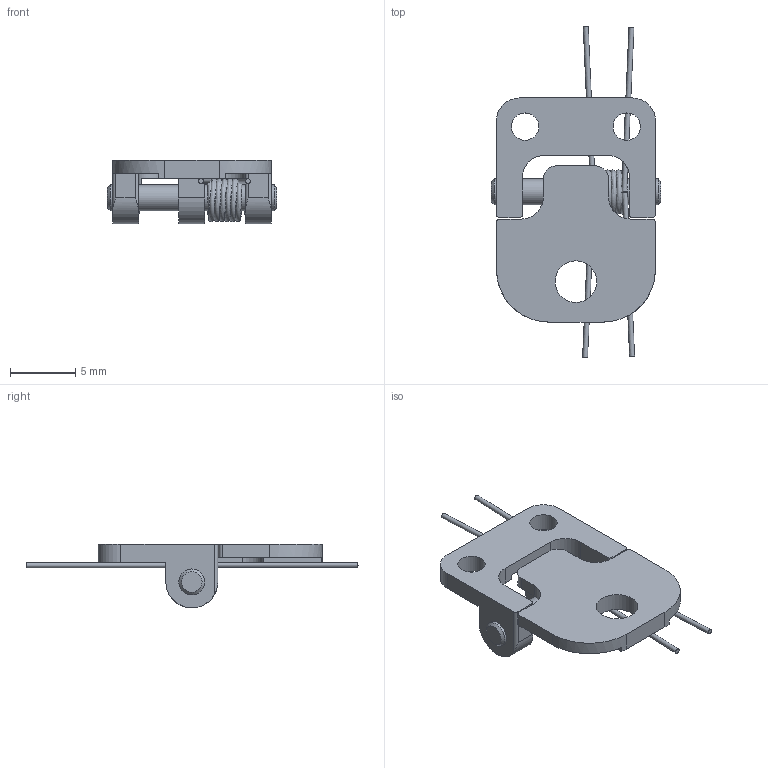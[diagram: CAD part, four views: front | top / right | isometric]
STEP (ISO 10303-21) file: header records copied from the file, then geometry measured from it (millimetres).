
FILE_DESCRIPTION(/* description */ ('','CAx-IF Rec.Pracs.---Representation and Presentation of Product Manufacturing Information (PMI)---4.0---2014-10-13'),/* implementation_level */ '2;1');
FILE_NAME(/* name */ 'V4 Hinge v19.step',/* time_stamp */ '2025-01-27T10:35:09-05:00',/* author */ (''),/* organization */ (''),/* preprocessor_version */ 'ST-DEVELOPER v20',/* originating_system */ 'Autodesk Translation Framework v13.20.0.188',/* authorisation */ '');
FILE_SCHEMA (('AP242_MANAGED_MODEL_BASED_3D_ENGINEERING_MIM_LF { 1 0 10303 442 1 1 4 }'));
Length unit declared in the file: millimetre
Products named in the file (6): V4 Hinge; Outer Hinge; Inner Hinge; 1263K113_Rotary Shaft; 9271K79_Torsion Spring; 9271K78_Torsion Spring
Assembly tree (5 placements, depth 2):
  V4 Hinge
    Outer Hinge
    Inner Hinge
    1263K113_Rotary Shaft
    9271K79_Torsion Spring
    9271K78_Torsion Spring
Bounding box: 12.99 x 25.49 x 4.89 mm (x, y, z)
Volume: 314.4 mm3; surface area: 897.5 mm2
Topology: 5 solids, 5 shells, 77 faces, 196 edges, 129 vertices
Faces by surface type: plane 39, cylinder 32, bspline 4, cone 2
Full cylindrical faces by diameter (mm): 0.381 x4, 1.984 x4, 2.1 x2, 3.2 x1
Entity records: 4869 total; most frequent: CARTESIAN_POINT 2771, DIRECTION 423, ORIENTED_EDGE 392, EDGE_CURVE 196, AXIS2_PLACEMENT_3D 153, VERTEX_POINT 129, LINE 117, VECTOR 117
